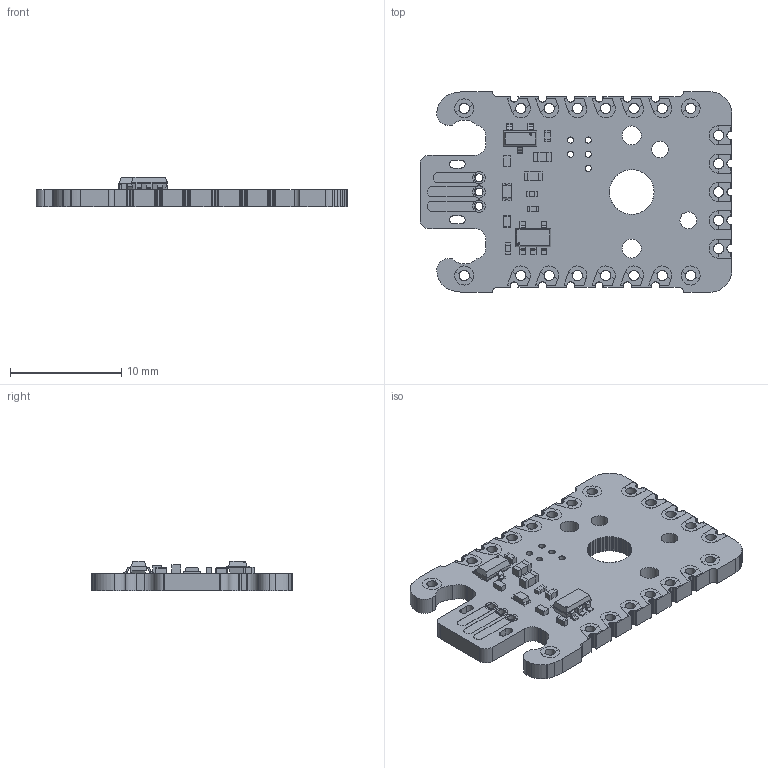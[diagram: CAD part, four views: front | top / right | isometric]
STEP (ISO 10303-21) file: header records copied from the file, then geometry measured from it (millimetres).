
FILE_DESCRIPTION(('Open CASCADE Model'),'2;1');
FILE_NAME('Open CASCADE Shape Model','2023-09-15T17:55:03',('Author'),( 'Open CASCADE'),'Open CASCADE STEP processor 6.8','Open CASCADE 6.8' ,'Unknown');
FILE_SCHEMA(('AUTOMOTIVE_DESIGN { 1 0 10303 214 1 1 1 1 }'));
Length unit declared in the file: millimetre
Products named in the file (75): PCB; Board; Open CASCADE STEP translator 6.8 2.1.1; Open CASCADE STEP translator 6.8 2.1.1.1; J4; 6184044496; Extruded; 6184040976; 6184036256; 6184040816; J3; 6184038576; 6184036176; 6184034176; J2; 6184044336; 6184034896; 6184041936; 6184028976; EC1; 6184038896; 6184043616; 6184030336; 6184043936; 6184038176; 6184031296; D3; MSRC-RCLAMP0521P-N_v2; D2; D6; MSRC-0603_LED_orange; R2; 6184035456; 6184039056; D1; MSRC-Nexperia_SOT23; U1; MSFT-SOT23-5; Model; R1 ...
Assembly tree (201 placements, depth 4):
  PCB
    Board
      Open CASCADE STEP translator 6.8 2.1.1
        Open CASCADE STEP translator 6.8 2.1.1.1
    J4
      6184044496  x4
        Extruded
      6184040976  x16
        Extruded
      6184036256  x12
        Extruded
      6184040816  x12
        Extruded
    J3
      6184038576  x10
        Extruded
      6184036176  x10
        Extruded
      6184034176  x10
        Extruded
    J2
      6184044336  x4
        Extruded
      6184034896  x16
        Extruded
      6184041936  x12
        Extruded
      6184028976  x12
        Extruded
    EC1
      6184038896  x6
        Extruded
      6184043616  x6
        Extruded
      6184030336
        Extruded
      6184043936  x2
        Extruded
      6184038176  x2
        Extruded
      6184031296
        Extruded
    D3
      MSRC-RCLAMP0521P-N_v2
    D2
      MSRC-RCLAMP0521P-N_v2
    D6
      MSRC-0603_LED_orange
    R2
      6184035456  x2
        Extruded
      6184039056
        Extruded
    D1
      MSRC-Nexperia_SOT23
    U1
      MSFT-SOT23-5
        Model
    R1
      RC0603N
Bounding box: 28 x 18 x 2.67 mm (x, y, z)
Volume: 632.6 mm3; surface area: 1607.3 mm2
Topology: 179 solids, 179 shells, 4620 faces, 12724 edges, 8464 vertices
Faces by surface type: plane 4430, cylinder 174, sphere 16
Full cylindrical faces by diameter (mm): 0.152 x1, 0.165 x1, 0.558 x5, 0.71 x3, 0.92 x21, 1.498 x2, 1.702 x2
Entity records: 37924 total; most frequent: CARTESIAN_POINT 6326, ORIENTED_EDGE 6032, DIRECTION 5960, EDGE_CURVE 3016, LINE 2692, VECTOR 2692, VERTEX_POINT 2000, AXIS2_PLACEMENT_3D 1634
